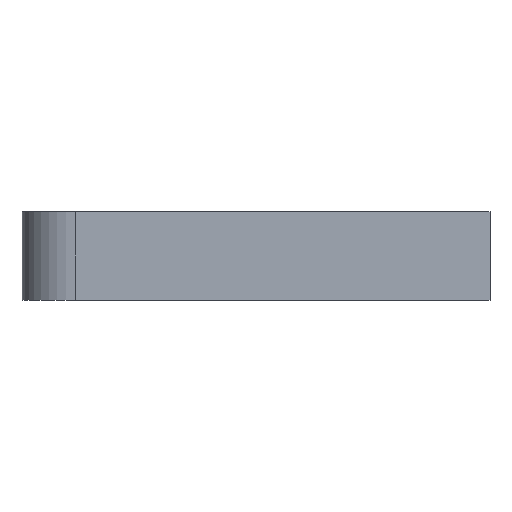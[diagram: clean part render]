
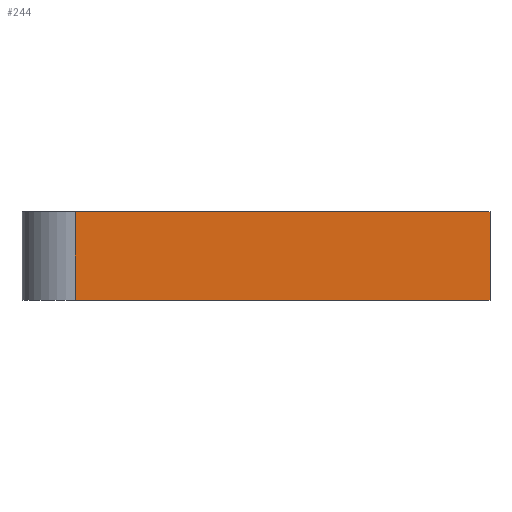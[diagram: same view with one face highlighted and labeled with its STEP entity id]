
A CAD part, left-side view. The second image highlights one B-rep face of the part: STEP entity #244.
In plain terms, the highlighted planar face has unit normal (-1, 0, 0).
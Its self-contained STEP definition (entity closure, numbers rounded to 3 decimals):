
#28=PLANE('',#273);
#41=FACE_OUTER_BOUND('',#54,.T.);
#54=EDGE_LOOP('',(#222,#223,#224,#225));
#57=LINE('',#341,#82);
#61=LINE('',#351,#86);
#74=LINE('',#721,#99);
#80=LINE('',#729,#105);
#82=VECTOR('',#284,10.);
#86=VECTOR('',#292,10.);
#99=VECTOR('',#317,10.);
#105=VECTOR('',#325,10.);
#110=VERTEX_POINT('',#334);
#113=VERTEX_POINT('',#339);
#117=VERTEX_POINT('',#349);
#130=VERTEX_POINT('',#720);
#135=EDGE_CURVE('',#113,#110,#57,.T.);
#140=EDGE_CURVE('',#113,#117,#61,.T.);
#158=EDGE_CURVE('',#110,#130,#74,.T.);
#164=EDGE_CURVE('',#117,#130,#80,.T.);
#222=ORIENTED_EDGE('',*,*,#135,.F.);
#223=ORIENTED_EDGE('',*,*,#140,.T.);
#224=ORIENTED_EDGE('',*,*,#164,.T.);
#225=ORIENTED_EDGE('',*,*,#158,.F.);
#244=ADVANCED_FACE('',(#41),#28,.T.);
#273=AXIS2_PLACEMENT_3D('',#731,#328,#329);
#284=DIRECTION('',(0.,0.,1.));
#292=DIRECTION('',(0.,-1.,0.));
#317=DIRECTION('',(0.,-1.,0.));
#325=DIRECTION('',(0.,0.,1.));
#328=DIRECTION('center_axis',(-1.,0.,0.));
#329=DIRECTION('ref_axis',(0.,-1.,0.));
#334=CARTESIAN_POINT('',(-1.5,35.,7.5));
#339=CARTESIAN_POINT('',(-1.5,35.,0.));
#341=CARTESIAN_POINT('',(-1.5,35.,0.));
#349=CARTESIAN_POINT('',(-1.5,0.,0.));
#351=CARTESIAN_POINT('',(-1.5,39.5,0.));
#720=CARTESIAN_POINT('',(-1.5,0.,7.5));
#721=CARTESIAN_POINT('',(-1.5,39.5,7.5));
#729=CARTESIAN_POINT('',(-1.5,0.,0.));
#731=CARTESIAN_POINT('Origin',(-1.5,39.5,0.));
